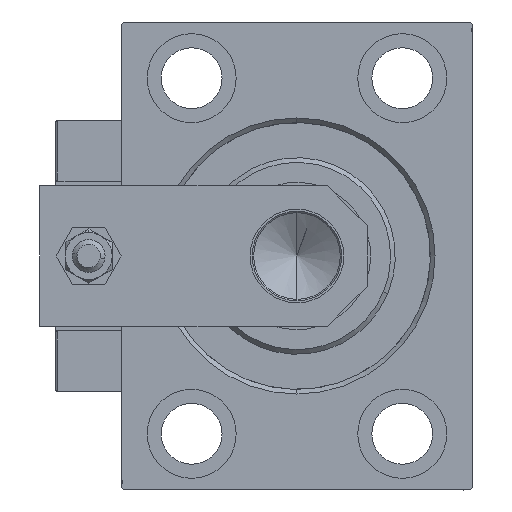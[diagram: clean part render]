
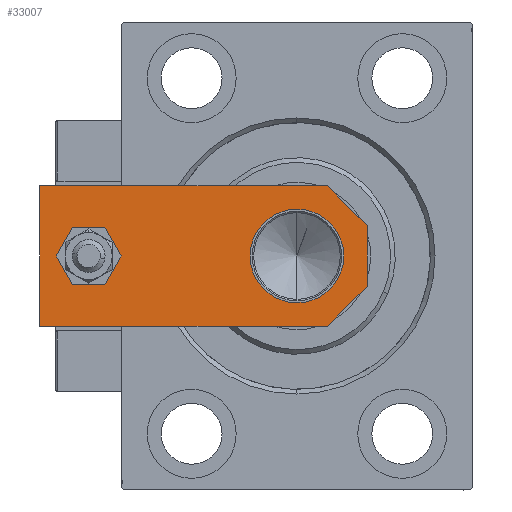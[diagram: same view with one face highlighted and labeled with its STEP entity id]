
A CAD part, left-side view. The second image highlights one B-rep face of the part: STEP entity #33007.
In plain terms, the highlighted face is planar.
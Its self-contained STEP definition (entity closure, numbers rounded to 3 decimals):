
#377 = CIRCLE ( 'NONE', #37984, 10. ) ;
#974 = VERTEX_POINT ( 'NONE', #32524 ) ;
#1046 = CIRCLE ( 'NONE', #11035, 10. ) ;
#1225 = CARTESIAN_POINT ( 'NONE',  ( -10., 15., 8. ) ) ;
#2211 = VECTOR ( 'NONE', #40583, 1000. ) ;
#2244 = CARTESIAN_POINT ( 'NONE',  ( 4., 59.5, 8. ) ) ;
#2736 = CARTESIAN_POINT ( 'NONE',  ( 15., 0., 8. ) ) ;
#3379 = CARTESIAN_POINT ( 'NONE',  ( 15., 8.5, 8. ) ) ;
#5272 = CARTESIAN_POINT ( 'NONE',  ( -3.25, -3.25, 8. ) ) ;
#5839 = VECTOR ( 'NONE', #47206, 1000. ) ;
#6014 = EDGE_CURVE ( 'NONE', #42060, #974, #33289, .T. ) ;
#6933 = LINE ( 'NONE', #7713, #5839 ) ;
#7060 = DIRECTION ( 'NONE',  ( 1., 0., 0. ) ) ;
#7186 = AXIS2_PLACEMENT_3D ( 'NONE', #51387, #10861, #31530 ) ;
#7713 = CARTESIAN_POINT ( 'NONE',  ( 15., 70., 8. ) ) ;
#9663 = EDGE_LOOP ( 'NONE', ( #34048, #29080 ) ) ;
#9745 = ORIENTED_EDGE ( 'NONE', *, *, #51629, .T. ) ;
#10861 = DIRECTION ( 'NONE',  ( 0., 0., 1. ) ) ;
#10911 = EDGE_CURVE ( 'NONE', #28611, #39866, #29772, .T. ) ;
#11035 = AXIS2_PLACEMENT_3D ( 'NONE', #49964, #30636, #7060 ) ;
#11359 = DIRECTION ( 'NONE',  ( 0., 1., 0. ) ) ;
#12134 = CARTESIAN_POINT ( 'NONE',  ( 10., 15., 8. ) ) ;
#14111 = VERTEX_POINT ( 'NONE', #39507 ) ;
#14506 = CARTESIAN_POINT ( 'NONE',  ( -4., 59.5, 8. ) ) ;
#14789 = DIRECTION ( 'NONE',  ( 1., 0., 0. ) ) ;
#14829 = DIRECTION ( 'NONE',  ( 1., 0., 0. ) ) ;
#15047 = CARTESIAN_POINT ( 'NONE',  ( 0., 0., 8. ) ) ;
#15686 = ORIENTED_EDGE ( 'NONE', *, *, #6014, .T. ) ;
#15763 = CARTESIAN_POINT ( 'NONE',  ( 15., 70., 8. ) ) ;
#18977 = CARTESIAN_POINT ( 'NONE',  ( 3.25, -3.25, 8. ) ) ;
#19243 = LINE ( 'NONE', #18977, #36188 ) ;
#19756 = FACE_OUTER_BOUND ( 'NONE', #36233, .T. ) ;
#20838 = EDGE_CURVE ( 'NONE', #35421, #14111, #6933, .T. ) ;
#22856 = VERTEX_POINT ( 'NONE', #39725 ) ;
#22879 = LINE ( 'NONE', #2736, #46355 ) ;
#23294 = VERTEX_POINT ( 'NONE', #1225 ) ;
#24644 = LINE ( 'NONE', #41613, #2211 ) ;
#24934 = DIRECTION ( 'NONE',  ( 0.707, -0.707, 0. ) ) ;
#27011 = AXIS2_PLACEMENT_3D ( 'NONE', #15047, #39640, #14789 ) ;
#27043 = ORIENTED_EDGE ( 'NONE', *, *, #43920, .T. ) ;
#27142 = CARTESIAN_POINT ( 'NONE',  ( -15., 8.5, 8. ) ) ;
#28611 = VERTEX_POINT ( 'NONE', #14506 ) ;
#28949 = CARTESIAN_POINT ( 'NONE',  ( -15., 0., 8. ) ) ;
#29080 = ORIENTED_EDGE ( 'NONE', *, *, #45180, .F. ) ;
#29634 = ORIENTED_EDGE ( 'NONE', *, *, #30530, .F. ) ;
#29706 = EDGE_LOOP ( 'NONE', ( #29634, #38157 ) ) ;
#29772 = CIRCLE ( 'NONE', #7186, 4. ) ;
#30120 = CARTESIAN_POINT ( 'NONE',  ( 0., 15., 8. ) ) ;
#30425 = VECTOR ( 'NONE', #24934, 1000. ) ;
#30530 = EDGE_CURVE ( 'NONE', #23294, #49611, #1046, .T. ) ;
#30636 = DIRECTION ( 'NONE',  ( 0., 0., 1. ) ) ;
#31530 = DIRECTION ( 'NONE',  ( 1., 0., 0. ) ) ;
#32524 = CARTESIAN_POINT ( 'NONE',  ( -6.5, 0., 8. ) ) ;
#32906 = ORIENTED_EDGE ( 'NONE', *, *, #48734, .T. ) ;
#32963 = EDGE_CURVE ( 'NONE', #22856, #38569, #19243, .T. ) ;
#33007 = ADVANCED_FACE ( 'NONE', ( #51392, #19756, #35713 ), #50877, .T. ) ;
#33289 = LINE ( 'NONE', #5272, #30425 ) ;
#33894 = LINE ( 'NONE', #28949, #38941 ) ;
#34048 = ORIENTED_EDGE ( 'NONE', *, *, #10911, .F. ) ;
#35421 = VERTEX_POINT ( 'NONE', #15763 ) ;
#35455 = DIRECTION ( 'NONE',  ( 0.707, 0.707, 0. ) ) ;
#35713 = FACE_BOUND ( 'NONE', #29706, .T. ) ;
#35915 = ORIENTED_EDGE ( 'NONE', *, *, #32963, .T. ) ;
#36188 = VECTOR ( 'NONE', #35455, 1000. ) ;
#36233 = EDGE_LOOP ( 'NONE', ( #9745, #15686, #27043, #35915, #32906, #46297 ) ) ;
#37984 = AXIS2_PLACEMENT_3D ( 'NONE', #30120, #49463, #46039 ) ;
#38157 = ORIENTED_EDGE ( 'NONE', *, *, #46945, .F. ) ;
#38249 = AXIS2_PLACEMENT_3D ( 'NONE', #42811, #38392, #14829 ) ;
#38392 = DIRECTION ( 'NONE',  ( 0., 0., 1. ) ) ;
#38569 = VERTEX_POINT ( 'NONE', #3379 ) ;
#38941 = VECTOR ( 'NONE', #41221, 1000. ) ;
#39507 = CARTESIAN_POINT ( 'NONE',  ( -15., 70., 8. ) ) ;
#39640 = DIRECTION ( 'NONE',  ( 0., 0., 1. ) ) ;
#39725 = CARTESIAN_POINT ( 'NONE',  ( 6.5, 0., 8. ) ) ;
#39866 = VERTEX_POINT ( 'NONE', #2244 ) ;
#40583 = DIRECTION ( 'NONE',  ( 0., -1., 0. ) ) ;
#41221 = DIRECTION ( 'NONE',  ( 1., 0., 0. ) ) ;
#41613 = CARTESIAN_POINT ( 'NONE',  ( -15., 70., 8. ) ) ;
#42060 = VERTEX_POINT ( 'NONE', #27142 ) ;
#42811 = CARTESIAN_POINT ( 'NONE',  ( 0., 59.5, 8. ) ) ;
#43920 = EDGE_CURVE ( 'NONE', #974, #22856, #33894, .T. ) ;
#44104 = CIRCLE ( 'NONE', #38249, 4. ) ;
#45180 = EDGE_CURVE ( 'NONE', #39866, #28611, #44104, .T. ) ;
#46039 = DIRECTION ( 'NONE',  ( 1., 0., 0. ) ) ;
#46297 = ORIENTED_EDGE ( 'NONE', *, *, #20838, .T. ) ;
#46355 = VECTOR ( 'NONE', #11359, 1000. ) ;
#46945 = EDGE_CURVE ( 'NONE', #49611, #23294, #377, .T. ) ;
#47206 = DIRECTION ( 'NONE',  ( -1., 0., 0. ) ) ;
#48734 = EDGE_CURVE ( 'NONE', #38569, #35421, #22879, .T. ) ;
#49463 = DIRECTION ( 'NONE',  ( 0., 0., 1. ) ) ;
#49611 = VERTEX_POINT ( 'NONE', #12134 ) ;
#49964 = CARTESIAN_POINT ( 'NONE',  ( 0., 15., 8. ) ) ;
#50877 = PLANE ( 'NONE',  #27011 ) ;
#51387 = CARTESIAN_POINT ( 'NONE',  ( 0., 59.5, 8. ) ) ;
#51392 = FACE_BOUND ( 'NONE', #9663, .T. ) ;
#51629 = EDGE_CURVE ( 'NONE', #14111, #42060, #24644, .T. ) ;
